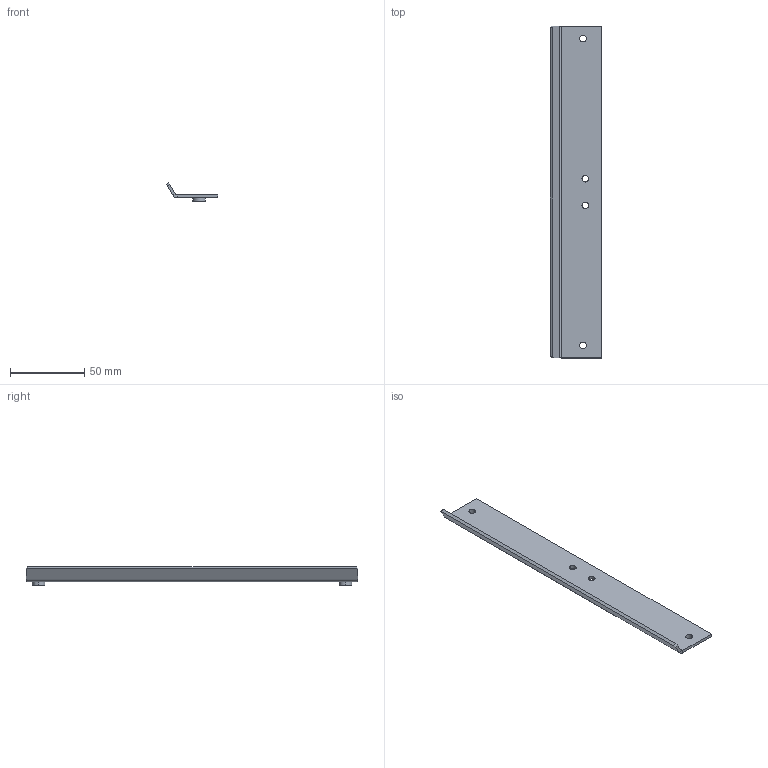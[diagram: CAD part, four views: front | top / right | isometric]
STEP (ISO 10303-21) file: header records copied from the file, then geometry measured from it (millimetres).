
FILE_DESCRIPTION((''),'2;1');
FILE_NAME('118U1570','2020-03-23T',('U333183'),('DANFOSS COMMERCIAL COMPRESSOR'),'CREO PARAMETRIC BY PTC INC, 2018070','CREO PARAMETRIC BY PTC INC, 2018070','');
FILE_SCHEMA(('CONFIG_CONTROL_DESIGN'));
Length unit declared in the file: millimetre
Products named in the file (1): 118U1570
Bounding box: 34.56 x 224 x 12.29 mm (x, y, z)
Volume: 17222.9 mm3; surface area: 18382.7 mm2
Topology: 1 solids, 1 shells, 32 faces, 74 edges, 44 vertices
Faces by surface type: plane 18, cylinder 14
Entity records: 952 total; most frequent: DIRECTION 166, CARTESIAN_POINT 150, ORIENTED_EDGE 148, EDGE_CURVE 74, AXIS2_PLACEMENT_3D 60, VECTOR 46, LINE 46, VERTEX_POINT 44
